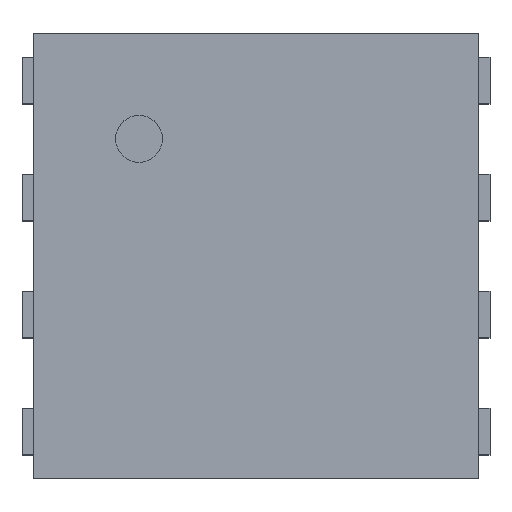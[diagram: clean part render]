
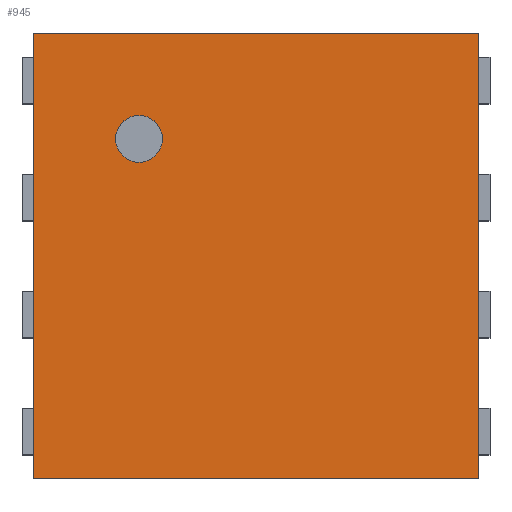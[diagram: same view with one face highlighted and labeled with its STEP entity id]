
A CAD part, top view. The second image highlights one B-rep face of the part: STEP entity #945.
In plain terms, the highlighted planar face has unit normal (0, 0, 1).
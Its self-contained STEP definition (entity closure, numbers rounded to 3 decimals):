
#13=DIRECTION('',(0.,0.,1.));
#149=VECTOR('',#150,1.);
#150=DIRECTION('',(0.,-1.,0.));
#157=VECTOR('',#158,1.);
#158=DIRECTION('',(1.,0.,0.));
#340=VERTEX_POINT('',#341);
#341=CARTESIAN_POINT('',(0.95,0.95,0.6));
#344=EDGE_CURVE('',#340,#345,#347,.T.);
#345=VERTEX_POINT('',#346);
#346=CARTESIAN_POINT('',(0.95,-0.95,0.6));
#347=LINE('',#341,#149);
#416=VERTEX_POINT('',#417);
#417=CARTESIAN_POINT('',(-0.95,0.95,0.6));
#420=ORIENTED_EDGE('',*,*,#421,.F.);
#421=EDGE_CURVE('',#416,#340,#422,.T.);
#422=LINE('',#417,#157);
#430=ORIENTED_EDGE('',*,*,#431,.T.);
#431=EDGE_CURVE('',#416,#432,#434,.T.);
#432=VERTEX_POINT('',#433);
#433=CARTESIAN_POINT('',(-0.95,-0.95,0.6));
#434=LINE('',#417,#149);
#941=EDGE_CURVE('',#432,#345,#942,.T.);
#942=LINE('',#433,#157);
#945=ADVANCED_FACE('',(#946,#950),#960,.T.);
#946=FACE_BOUND('',#947,.T.);
#947=EDGE_LOOP('',(#420,#430,#948,#949));
#948=ORIENTED_EDGE('',*,*,#941,.T.);
#949=ORIENTED_EDGE('',*,*,#344,.F.);
#950=FACE_BOUND('',#951,.T.);
#951=EDGE_LOOP('',(#952));
#952=ORIENTED_EDGE('',*,*,#953,.T.);
#953=EDGE_CURVE('',#954,#954,#956,.T.);
#954=VERTEX_POINT('',#955);
#955=CARTESIAN_POINT('',(-0.5,0.4,0.6));
#956=CIRCLE('',#957,0.1);
#957=AXIS2_PLACEMENT_3D('',#958,#959,#150);
#958=CARTESIAN_POINT('',(-0.5,0.5,0.6));
#959=DIRECTION('',(0.,0.,-1.));
#960=PLANE('',#961);
#961=AXIS2_PLACEMENT_3D('',#417,#13,#150);
